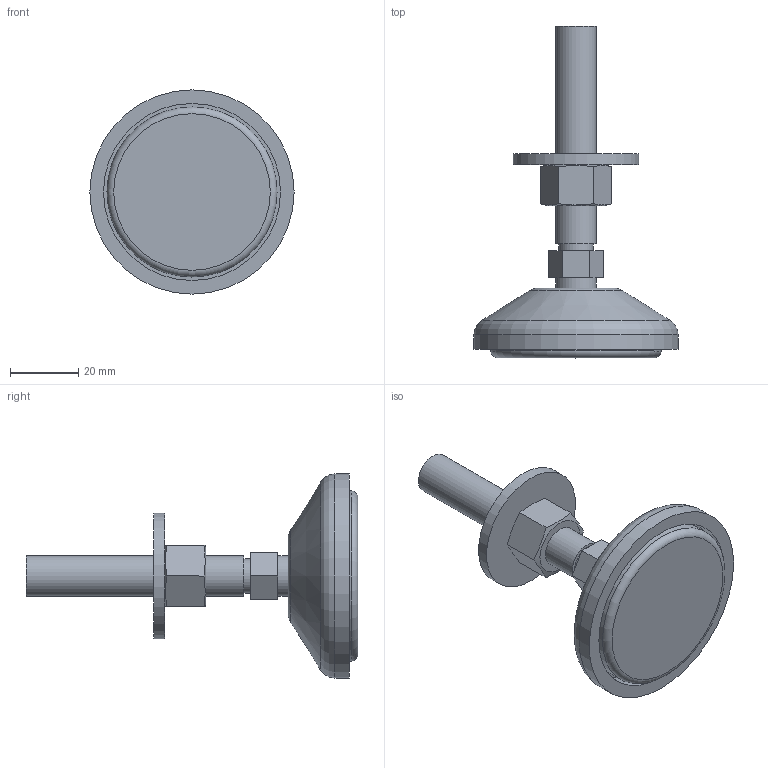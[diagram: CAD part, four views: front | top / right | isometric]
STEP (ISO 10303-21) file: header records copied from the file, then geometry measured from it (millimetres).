
FILE_DESCRIPTION(/* description */ (''),/* implementation_level */ '2;1');
FILE_NAME(/* name */ '145045',/* time_stamp */ '2014-10-06T10:32:08+02:00',/* author */ (''),/* organization */ (''),/* preprocessor_version */ 'ST-DEVELOPER v14',/* originating_system */ 'HiCAD 2013 1802.4 Build 509',/* authorisation */ '');
FILE_SCHEMA (('AUTOMOTIVE_DESIGN { 1 0 10303 214 1 1 1 1 }'));
Length unit declared in the file: millimetre
Products named in the file (5): Root; 145045Stelvoet 58 - M12 x 95, kunststofBOIKON; 145420Dempingsring diam. 58BOIKON; Moer; 901812Carr. ring  DIN 9021 EV M12BOIKON0
Assembly tree (4 placements, depth 3):
  Root
    145045Stelvoet 58 - M12 x 95, kunststofBOIKON
      145420Dempingsring diam. 58BOIKON
      Moer
      901812Carr. ring  DIN 9021 EV M12BOIKON0
Bounding box: 60 x 97.5 x 60 mm (x, y, z)
Volume: 54197.3 mm3; surface area: 20473.5 mm2
Topology: 4 solids, 4 shells, 46 faces, 87 edges, 61 vertices
Faces by surface type: plane 27, cylinder 11, cone 5, torus 3
Full cylindrical faces by diameter (mm): 10 x1, 10.106 x1, 12 x2, 13 x1, 15 x1, 16 x1, 37 x1, 50 x1, 52 x1, 60 x1
Entity records: 1835 total; most frequent: DIRECTION 216, CARTESIAN_POINT 179, PRESENTATION_STYLE_ASSIGNMENT 136, COLOUR_RGB 136, DRAUGHTING_PRE_DEFINED_CURVE_FONT 132, CURVE_STYLE 132, OVER_RIDING_STYLED_ITEM 132, ORIENTED_EDGE 132
